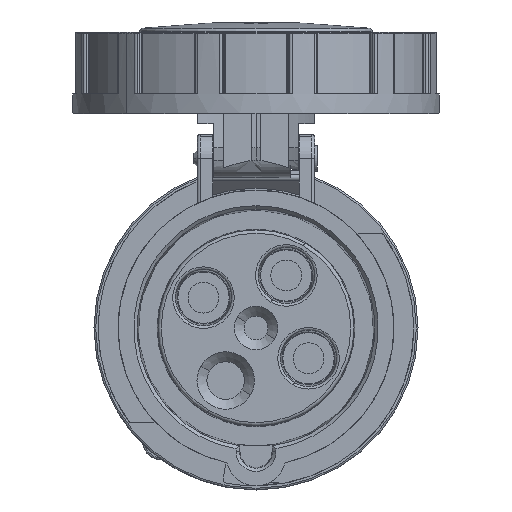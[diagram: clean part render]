
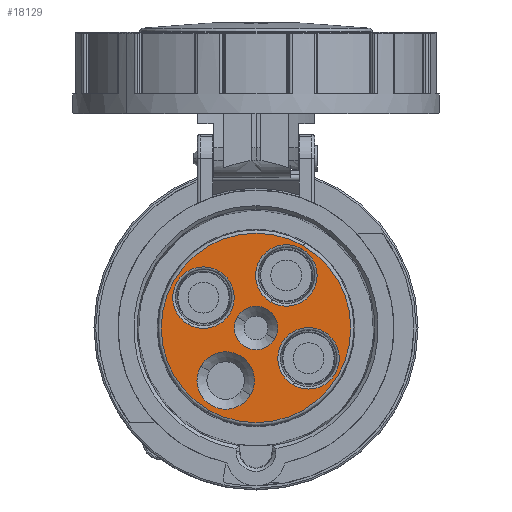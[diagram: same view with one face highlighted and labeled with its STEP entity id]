
A CAD part, front view. The second image highlights one B-rep face of the part: STEP entity #18129.
In plain terms, the highlighted planar face has unit normal (0, -1, 0).
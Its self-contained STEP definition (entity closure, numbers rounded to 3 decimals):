
#137 = DIRECTION ( 'NONE',  ( 0., -1., 0. ) ) ;
#370 = AXIS2_PLACEMENT_3D ( 'NONE', #22732, #30006, #26182 ) ;
#567 = EDGE_CURVE ( 'NONE', #12743, #33456, #21288, .T. ) ;
#673 = CARTESIAN_POINT ( 'NONE',  ( 11.175, -78.5, -17.144 ) ) ;
#742 = DIRECTION ( 'NONE',  ( 0., -1., 0. ) ) ;
#748 = EDGE_CURVE ( 'NONE', #13398, #32184, #39536, .T. ) ;
#853 = EDGE_CURVE ( 'NONE', #33456, #12743, #33702, .T. ) ;
#1547 = CARTESIAN_POINT ( 'NONE',  ( -15.805, -78.5, 9.125 ) ) ;
#2059 = AXIS2_PLACEMENT_3D ( 'NONE', #18164, #742, #22794 ) ;
#2598 = FACE_BOUND ( 'NONE', #9547, .T. ) ;
#2780 = AXIS2_PLACEMENT_3D ( 'NONE', #24036, #5684, #39527 ) ;
#2889 = CIRCLE ( 'NONE', #8119, 28.504 ) ;
#3053 = CARTESIAN_POINT ( 'NONE',  ( -20.434, -78.5, 1.106 ) ) ;
#3412 = DIRECTION ( 'NONE',  ( 0., -1., 0. ) ) ;
#4545 = EDGE_CURVE ( 'NONE', #32184, #13398, #24496, .T. ) ;
#4546 = EDGE_CURVE ( 'NONE', #9514, #28948, #23193, .T. ) ;
#4874 = EDGE_CURVE ( 'NONE', #27487, #37684, #23535, .T. ) ;
#4918 = CIRCLE ( 'NONE', #16639, 28.504 ) ;
#5223 = CARTESIAN_POINT ( 'NONE',  ( -5.672, -78.5, 3.275 ) ) ;
#5272 = FACE_BOUND ( 'NONE', #31992, .T. ) ;
#5684 = DIRECTION ( 'NONE',  ( 0., -1., 0. ) ) ;
#5844 = EDGE_CURVE ( 'NONE', #28572, #12948, #32026, .T. ) ;
#6362 = ORIENTED_EDGE ( 'NONE', *, *, #567, .F. ) ;
#7115 = CARTESIAN_POINT ( 'NONE',  ( 13.755, -78.5, 23.823 ) ) ;
#7506 = DIRECTION ( 'NONE',  ( 0.866, 0., -0.5 ) ) ;
#8119 = AXIS2_PLACEMENT_3D ( 'NONE', #25290, #8135, #22823 ) ;
#8135 = DIRECTION ( 'NONE',  ( 0., 1., 0. ) ) ;
#8397 = EDGE_CURVE ( 'NONE', #12948, #28572, #32821, .T. ) ;
#9072 = ORIENTED_EDGE ( 'NONE', *, *, #5844, .F. ) ;
#9490 = ORIENTED_EDGE ( 'NONE', *, *, #4874, .F. ) ;
#9514 = VERTEX_POINT ( 'NONE', #7115 ) ;
#9547 = EDGE_LOOP ( 'NONE', ( #6362, #39852 ) ) ;
#10358 = ORIENTED_EDGE ( 'NONE', *, *, #37872, .F. ) ;
#10675 = DIRECTION ( 'NONE',  ( 0.866, 0., -0.5 ) ) ;
#10756 = CARTESIAN_POINT ( 'NONE',  ( 15.805, -78.5, -9.125 ) ) ;
#11057 = ORIENTED_EDGE ( 'NONE', *, *, #37412, .F. ) ;
#11194 = CARTESIAN_POINT ( 'NONE',  ( -14.252, -78.5, -24.685 ) ) ;
#11486 = CARTESIAN_POINT ( 'NONE',  ( -16.616, -78.5, -11.48 ) ) ;
#11560 = AXIS2_PLACEMENT_3D ( 'NONE', #10756, #26675, #20126 ) ;
#11983 = CARTESIAN_POINT ( 'NONE',  ( 14.252, -78.5, 24.685 ) ) ;
#12743 = VERTEX_POINT ( 'NONE', #673 ) ;
#12948 = VERTEX_POINT ( 'NONE', #11486 ) ;
#13398 = VERTEX_POINT ( 'NONE', #30556 ) ;
#13917 = EDGE_CURVE ( 'NONE', #37684, #27487, #37134, .T. ) ;
#14023 = AXIS2_PLACEMENT_3D ( 'NONE', #30250, #27393, #36976 ) ;
#14441 = ORIENTED_EDGE ( 'NONE', *, *, #4545, .F. ) ;
#16277 = EDGE_LOOP ( 'NONE', ( #19955, #9490 ) ) ;
#16453 = DIRECTION ( 'NONE',  ( 0.866, 0., -0.5 ) ) ;
#16639 = AXIS2_PLACEMENT_3D ( 'NONE', #23295, #36136, #30007 ) ;
#18026 = AXIS2_PLACEMENT_3D ( 'NONE', #34432, #137, #37277 ) ;
#18129 = ADVANCED_FACE ( 'NONE', ( #36879, #5272, #36662, #27495, #33400, #2598 ), #33619, .T. ) ;
#18164 = CARTESIAN_POINT ( 'NONE',  ( -9.125, -78.5, -15.805 ) ) ;
#18764 = EDGE_LOOP ( 'NONE', ( #9072, #31654 ) ) ;
#18882 = EDGE_LOOP ( 'NONE', ( #11057, #33833 ) ) ;
#19122 = DIRECTION ( 'NONE',  ( 0., -1., 0. ) ) ;
#19198 = VERTEX_POINT ( 'NONE', #11983 ) ;
#19710 = CARTESIAN_POINT ( 'NONE',  ( 0., -78.5, 0. ) ) ;
#19784 = AXIS2_PLACEMENT_3D ( 'NONE', #19937, #19122, #7506 ) ;
#19855 = CARTESIAN_POINT ( 'NONE',  ( 4.495, -78.5, 7.786 ) ) ;
#19937 = CARTESIAN_POINT ( 'NONE',  ( -9.125, -78.5, -15.805 ) ) ;
#19955 = ORIENTED_EDGE ( 'NONE', *, *, #13917, .F. ) ;
#20126 = DIRECTION ( 'NONE',  ( -0.866, 0., 0.5 ) ) ;
#20805 = DIRECTION ( 'NONE',  ( 0., -1., 0. ) ) ;
#21288 = CIRCLE ( 'NONE', #18026, 9.259 ) ;
#22549 = AXIS2_PLACEMENT_3D ( 'NONE', #36339, #20805, #25988 ) ;
#22732 = CARTESIAN_POINT ( 'NONE',  ( 0., -78.5, 0. ) ) ;
#22794 = DIRECTION ( 'NONE',  ( 0.866, 0., -0.5 ) ) ;
#22823 = DIRECTION ( 'NONE',  ( -0.866, 0., 0.5 ) ) ;
#23193 = CIRCLE ( 'NONE', #22549, 9.259 ) ;
#23295 = CARTESIAN_POINT ( 'NONE',  ( 0., -78.5, 0. ) ) ;
#23535 = CIRCLE ( 'NONE', #26771, 9.259 ) ;
#24036 = CARTESIAN_POINT ( 'NONE',  ( 12.774, -78.5, -7.375 ) ) ;
#24285 = CARTESIAN_POINT ( 'NONE',  ( -1.634, -78.5, -20.13 ) ) ;
#24496 = CIRCLE ( 'NONE', #370, 6.55 ) ;
#25290 = CARTESIAN_POINT ( 'NONE',  ( 0., -78.5, 0. ) ) ;
#25988 = DIRECTION ( 'NONE',  ( -0.5, 0., -0.866 ) ) ;
#26182 = DIRECTION ( 'NONE',  ( 0.866, 0., -0.5 ) ) ;
#26440 = VERTEX_POINT ( 'NONE', #11194 ) ;
#26675 = DIRECTION ( 'NONE',  ( 0., -1., 0. ) ) ;
#26771 = AXIS2_PLACEMENT_3D ( 'NONE', #1547, #38668, #16453 ) ;
#27393 = DIRECTION ( 'NONE',  ( 0., -1., 0. ) ) ;
#27487 = VERTEX_POINT ( 'NONE', #28121 ) ;
#27495 = FACE_BOUND ( 'NONE', #18764, .T. ) ;
#28121 = CARTESIAN_POINT ( 'NONE',  ( -11.175, -78.5, 17.144 ) ) ;
#28572 = VERTEX_POINT ( 'NONE', #24285 ) ;
#28685 = AXIS2_PLACEMENT_3D ( 'NONE', #39018, #35971, #10675 ) ;
#28948 = VERTEX_POINT ( 'NONE', #19855 ) ;
#29233 = ORIENTED_EDGE ( 'NONE', *, *, #748, .F. ) ;
#30006 = DIRECTION ( 'NONE',  ( 0., -1., 0. ) ) ;
#30007 = DIRECTION ( 'NONE',  ( -0.866, 0., 0.5 ) ) ;
#30250 = CARTESIAN_POINT ( 'NONE',  ( 9.125, -78.5, 15.805 ) ) ;
#30556 = CARTESIAN_POINT ( 'NONE',  ( 5.672, -78.5, -3.275 ) ) ;
#31654 = ORIENTED_EDGE ( 'NONE', *, *, #8397, .F. ) ;
#31992 = EDGE_LOOP ( 'NONE', ( #29233, #14441 ) ) ;
#32026 = CIRCLE ( 'NONE', #2059, 8.65 ) ;
#32184 = VERTEX_POINT ( 'NONE', #5223 ) ;
#32821 = CIRCLE ( 'NONE', #19784, 8.65 ) ;
#33400 = FACE_BOUND ( 'NONE', #16277, .T. ) ;
#33456 = VERTEX_POINT ( 'NONE', #35716 ) ;
#33619 = PLANE ( 'NONE',  #2780 ) ;
#33702 = CIRCLE ( 'NONE', #11560, 9.259 ) ;
#33833 = ORIENTED_EDGE ( 'NONE', *, *, #4546, .F. ) ;
#34432 = CARTESIAN_POINT ( 'NONE',  ( 15.805, -78.5, -9.125 ) ) ;
#35037 = DIRECTION ( 'NONE',  ( 0.866, 0., -0.5 ) ) ;
#35716 = CARTESIAN_POINT ( 'NONE',  ( 20.434, -78.5, -1.106 ) ) ;
#35971 = DIRECTION ( 'NONE',  ( 0., -1., 0. ) ) ;
#36136 = DIRECTION ( 'NONE',  ( 0., 1., 0. ) ) ;
#36339 = CARTESIAN_POINT ( 'NONE',  ( 9.125, -78.5, 15.805 ) ) ;
#36662 = FACE_BOUND ( 'NONE', #18882, .T. ) ;
#36834 = ORIENTED_EDGE ( 'NONE', *, *, #38745, .F. ) ;
#36879 = FACE_OUTER_BOUND ( 'NONE', #40138, .T. ) ;
#36976 = DIRECTION ( 'NONE',  ( -0.5, 0., -0.866 ) ) ;
#37134 = CIRCLE ( 'NONE', #28685, 9.259 ) ;
#37277 = DIRECTION ( 'NONE',  ( -0.866, 0., 0.5 ) ) ;
#37412 = EDGE_CURVE ( 'NONE', #28948, #9514, #37487, .T. ) ;
#37487 = CIRCLE ( 'NONE', #14023, 9.259 ) ;
#37592 = AXIS2_PLACEMENT_3D ( 'NONE', #19710, #3412, #35037 ) ;
#37684 = VERTEX_POINT ( 'NONE', #3053 ) ;
#37872 = EDGE_CURVE ( 'NONE', #19198, #26440, #2889, .T. ) ;
#38668 = DIRECTION ( 'NONE',  ( 0., -1., 0. ) ) ;
#38745 = EDGE_CURVE ( 'NONE', #26440, #19198, #4918, .T. ) ;
#39018 = CARTESIAN_POINT ( 'NONE',  ( -15.805, -78.5, 9.125 ) ) ;
#39527 = DIRECTION ( 'NONE',  ( 0., 0., -1. ) ) ;
#39536 = CIRCLE ( 'NONE', #37592, 6.55 ) ;
#39852 = ORIENTED_EDGE ( 'NONE', *, *, #853, .F. ) ;
#40138 = EDGE_LOOP ( 'NONE', ( #36834, #10358 ) ) ;
